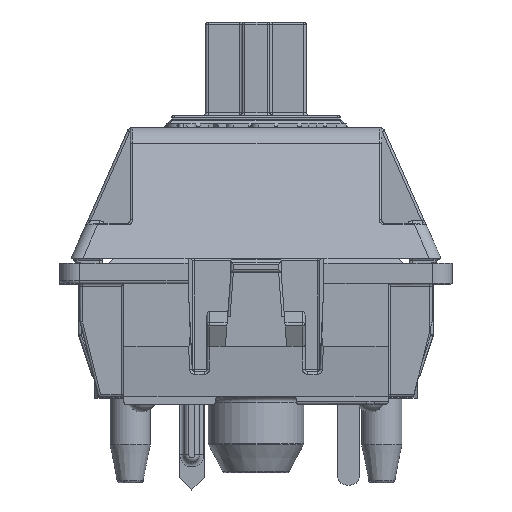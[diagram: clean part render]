
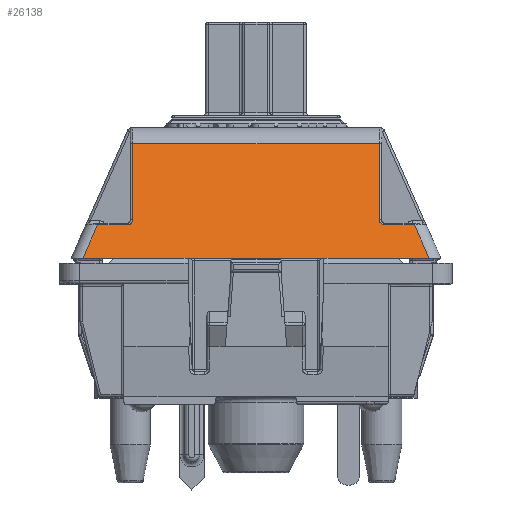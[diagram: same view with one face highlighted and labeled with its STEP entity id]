
A CAD part, top view. The second image highlights one B-rep face of the part: STEP entity #26138.
In plain terms, the highlighted planar face has unit normal (0, 0.359, 0.933).
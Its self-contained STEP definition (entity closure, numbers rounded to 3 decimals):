
#2790=FACE_OUTER_BOUND('',#4414,.T.);
#4414=EDGE_LOOP('',(#17062,#17063,#17064,#17065,#17066,#17067,#17068,#17069,
#17070,#17071,#17072,#17073,#17074,#17075,#17076,#17077));
#6025=LINE('',#39177,#8134);
#6033=LINE('',#39196,#8142);
#6044=LINE('',#39227,#8153);
#6105=LINE('',#39448,#8214);
#6410=LINE('',#40490,#8519);
#6411=LINE('',#40492,#8520);
#6412=LINE('',#40494,#8521);
#6413=LINE('',#40504,#8522);
#6414=LINE('',#40505,#8523);
#6415=LINE('',#40506,#8524);
#6416=LINE('',#40507,#8525);
#6417=LINE('',#40508,#8526);
#6418=LINE('',#40509,#8527);
#6419=LINE('',#40510,#8528);
#8134=VECTOR('',#30859,1000.);
#8142=VECTOR('',#30871,1000.);
#8153=VECTOR('',#30892,1000.);
#8214=VECTOR('',#30973,1000.);
#8519=VECTOR('',#31540,1000.);
#8520=VECTOR('',#31541,1000.);
#8521=VECTOR('',#31542,1000.);
#8522=VECTOR('',#31543,1000.);
#8523=VECTOR('',#31544,1000.);
#8524=VECTOR('',#31545,10.);
#8525=VECTOR('',#31546,10.);
#8526=VECTOR('',#31547,10.);
#8527=VECTOR('',#31548,1000.);
#8528=VECTOR('',#31549,1000.);
#10230=B_SPLINE_CURVE_WITH_KNOTS('',3,(#40482,#40483,#40484,#40485,#40486,
#40487,#40488),.UNSPECIFIED.,.F.,.F.,(4,3,4),(4.712,5.498,
6.283),.UNSPECIFIED.);
#10231=B_SPLINE_CURVE_WITH_KNOTS('',3,(#40496,#40497,#40498,#40499,#40500,
#40501,#40502),.UNSPECIFIED.,.F.,.F.,(4,3,4),(3.142,3.927,
4.712),.UNSPECIFIED.);
#10418=VERTEX_POINT('',#39169);
#10421=VERTEX_POINT('',#39174);
#10422=VERTEX_POINT('',#39176);
#10431=VERTEX_POINT('',#39194);
#10445=VERTEX_POINT('',#39224);
#10446=VERTEX_POINT('',#39226);
#10523=VERTEX_POINT('',#39445);
#10524=VERTEX_POINT('',#39447);
#10559=VERTEX_POINT('',#39556);
#10907=VERTEX_POINT('',#40480);
#10908=VERTEX_POINT('',#40481);
#10909=VERTEX_POINT('',#40489);
#10910=VERTEX_POINT('',#40491);
#10911=VERTEX_POINT('',#40493);
#10912=VERTEX_POINT('',#40495);
#10913=VERTEX_POINT('',#40503);
#12674=EDGE_CURVE('',#10422,#10421,#6025,.T.);
#12684=EDGE_CURVE('',#10418,#10431,#6033,.T.);
#12698=EDGE_CURVE('',#10446,#10445,#6044,.T.);
#12778=EDGE_CURVE('',#10524,#10523,#6105,.T.);
#13179=EDGE_CURVE('',#10907,#10908,#10230,.T.);
#13180=EDGE_CURVE('',#10907,#10909,#6410,.T.);
#13181=EDGE_CURVE('',#10909,#10910,#6411,.T.);
#13182=EDGE_CURVE('',#10910,#10911,#6412,.T.);
#13183=EDGE_CURVE('',#10912,#10911,#10231,.T.);
#13184=EDGE_CURVE('',#10912,#10913,#6413,.T.);
#13185=EDGE_CURVE('',#10913,#10524,#6414,.T.);
#13186=EDGE_CURVE('',#10422,#10523,#6415,.T.);
#13187=EDGE_CURVE('',#10418,#10421,#6416,.T.);
#13188=EDGE_CURVE('',#10446,#10431,#6417,.T.);
#13189=EDGE_CURVE('',#10445,#10559,#6418,.T.);
#13190=EDGE_CURVE('',#10559,#10908,#6419,.T.);
#17062=ORIENTED_EDGE('',*,*,#13179,.F.);
#17063=ORIENTED_EDGE('',*,*,#13180,.T.);
#17064=ORIENTED_EDGE('',*,*,#13181,.T.);
#17065=ORIENTED_EDGE('',*,*,#13182,.T.);
#17066=ORIENTED_EDGE('',*,*,#13183,.F.);
#17067=ORIENTED_EDGE('',*,*,#13184,.T.);
#17068=ORIENTED_EDGE('',*,*,#13185,.T.);
#17069=ORIENTED_EDGE('',*,*,#12778,.T.);
#17070=ORIENTED_EDGE('',*,*,#13186,.F.);
#17071=ORIENTED_EDGE('',*,*,#12674,.T.);
#17072=ORIENTED_EDGE('',*,*,#13187,.F.);
#17073=ORIENTED_EDGE('',*,*,#12684,.T.);
#17074=ORIENTED_EDGE('',*,*,#13188,.F.);
#17075=ORIENTED_EDGE('',*,*,#12698,.T.);
#17076=ORIENTED_EDGE('',*,*,#13189,.T.);
#17077=ORIENTED_EDGE('',*,*,#13190,.T.);
#24274=PLANE('',#27872);
#26138=ADVANCED_FACE('',(#2790),#24274,.F.);
#27872=AXIS2_PLACEMENT_3D('',#40479,#31538,#31539);
#30859=DIRECTION('',(1.,0.,0.));
#30871=DIRECTION('',(1.,0.,0.));
#30892=DIRECTION('',(1.,0.,0.));
#30973=DIRECTION('',(1.,0.,0.));
#31538=DIRECTION('center_axis',(0.,-0.359,-0.933));
#31539=DIRECTION('ref_axis',(1.,0.,0.));
#31540=DIRECTION('',(0.,0.933,-0.359));
#31541=DIRECTION('',(-1.,0.,0.));
#31542=DIRECTION('',(0.,-0.933,0.359));
#31543=DIRECTION('',(-1.,0.,0.));
#31544=DIRECTION('',(-0.382,-0.863,0.332));
#31545=DIRECTION('',(-1.,0.,0.));
#31546=DIRECTION('',(-1.,0.,0.));
#31547=DIRECTION('',(-1.,0.,0.));
#31548=DIRECTION('',(-0.382,0.863,-0.332));
#31549=DIRECTION('',(-1.,0.,0.));
#39169=CARTESIAN_POINT('',(8.25,0.,0.));
#39174=CARTESIAN_POINT('',(6.45,0.,0.));
#39176=CARTESIAN_POINT('',(4.65,0.,0.));
#39177=CARTESIAN_POINT('',(0.,0.,0.));
#39194=CARTESIAN_POINT('',(10.05,0.,0.));
#39196=CARTESIAN_POINT('',(0.,0.,0.));
#39224=CARTESIAN_POINT('',(14.233,0.,0.));
#39226=CARTESIAN_POINT('',(13.025,0.,0.));
#39227=CARTESIAN_POINT('',(0.,0.,0.));
#39445=CARTESIAN_POINT('',(1.675,0.,0.));
#39447=CARTESIAN_POINT('',(0.467,0.,0.));
#39448=CARTESIAN_POINT('',(0.,0.,0.));
#39556=CARTESIAN_POINT('',(13.642,1.336,-0.514));
#40479=CARTESIAN_POINT('Origin',(0.,5.2,-2.));
#40480=CARTESIAN_POINT('',(12.25,1.536,-0.591));
#40481=CARTESIAN_POINT('',(12.45,1.336,-0.514));
#40482=CARTESIAN_POINT('Ctrl Pts',(12.25,1.536,-0.591));
#40483=CARTESIAN_POINT('Ctrl Pts',(12.25,1.483,-0.571));
#40484=CARTESIAN_POINT('Ctrl Pts',(12.272,1.432,-0.551));
#40485=CARTESIAN_POINT('Ctrl Pts',(12.309,1.394,-0.536));
#40486=CARTESIAN_POINT('Ctrl Pts',(12.346,1.357,-0.522));
#40487=CARTESIAN_POINT('Ctrl Pts',(12.397,1.336,-0.514));
#40488=CARTESIAN_POINT('Ctrl Pts',(12.45,1.336,-0.514));
#40489=CARTESIAN_POINT('',(12.25,4.559,-1.753));
#40490=CARTESIAN_POINT('',(12.25,4.559,-1.753));
#40491=CARTESIAN_POINT('',(2.45,4.559,-1.753));
#40492=CARTESIAN_POINT('',(2.35,4.559,-1.753));
#40493=CARTESIAN_POINT('',(2.45,1.536,-0.591));
#40494=CARTESIAN_POINT('',(2.45,1.4,-0.538));
#40495=CARTESIAN_POINT('',(2.25,1.336,-0.514));
#40496=CARTESIAN_POINT('Ctrl Pts',(2.25,1.336,-0.514));
#40497=CARTESIAN_POINT('Ctrl Pts',(2.303,1.336,-0.514));
#40498=CARTESIAN_POINT('Ctrl Pts',(2.354,1.357,-0.522));
#40499=CARTESIAN_POINT('Ctrl Pts',(2.391,1.394,-0.536));
#40500=CARTESIAN_POINT('Ctrl Pts',(2.428,1.432,-0.551));
#40501=CARTESIAN_POINT('Ctrl Pts',(2.45,1.483,-0.571));
#40502=CARTESIAN_POINT('Ctrl Pts',(2.45,1.536,-0.591));
#40503=CARTESIAN_POINT('',(1.058,1.336,-0.514));
#40504=CARTESIAN_POINT('',(0.,1.336,-0.514));
#40505=CARTESIAN_POINT('',(2.364,4.289,-1.65));
#40506=CARTESIAN_POINT('',(3.675,0.,0.));
#40507=CARTESIAN_POINT('',(3.675,0.,0.));
#40508=CARTESIAN_POINT('',(3.675,0.,0.));
#40509=CARTESIAN_POINT('',(10.195,9.128,-3.511));
#40510=CARTESIAN_POINT('',(0.,1.336,-0.514));
